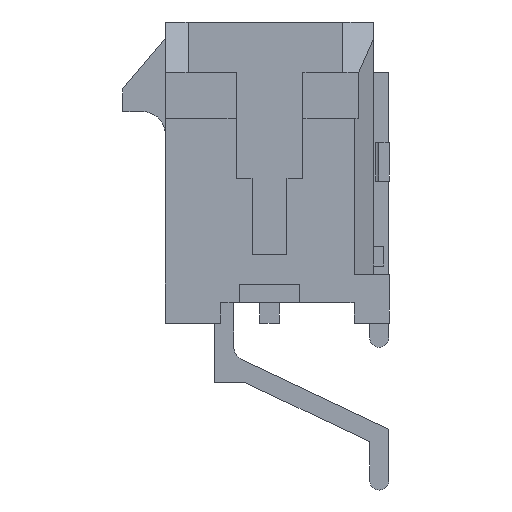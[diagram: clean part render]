
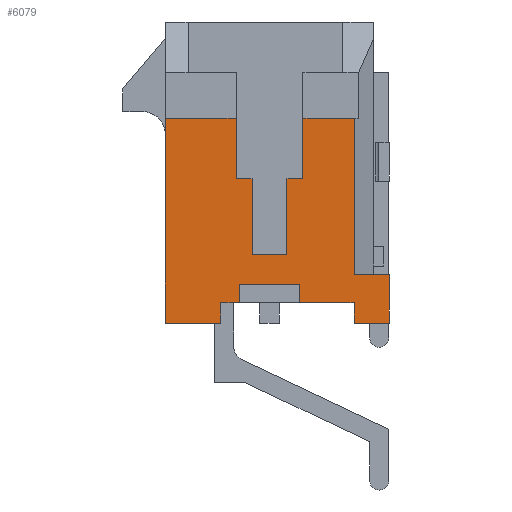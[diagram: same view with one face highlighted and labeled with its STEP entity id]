
A CAD part, left-side view. The second image highlights one B-rep face of the part: STEP entity #6079.
In plain terms, the highlighted planar face has unit normal (-1, 0, 0).
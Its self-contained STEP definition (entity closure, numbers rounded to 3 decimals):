
#1239=DIRECTION('',(0.,0.,-1.));
#1240=VECTOR('',#1239,1.98);
#1241=CARTESIAN_POINT('',(-6.575,-1.1,1.785));
#1242=LINE('',#1241,#1240);
#1243=DIRECTION('',(0.,1.,0.));
#1244=VECTOR('',#1243,1.698);
#1245=CARTESIAN_POINT('',(-6.575,-2.798,1.785));
#1246=LINE('',#1245,#1244);
#1247=DIRECTION('',(0.,0.,-1.));
#1248=VECTOR('',#1247,5.14);
#1249=CARTESIAN_POINT('',(-6.575,-2.798,1.785));
#1250=LINE('',#1249,#1248);
#1251=DIRECTION('',(0.,1.,0.));
#1252=VECTOR('',#1251,1.142);
#1253=CARTESIAN_POINT('',(-6.575,-3.94,-3.355));
#1254=LINE('',#1253,#1252);
#1255=DIRECTION('',(0.,0.,1.));
#1256=VECTOR('',#1255,1.6);
#1257=CARTESIAN_POINT('',(-6.575,-3.94,-4.955));
#1258=LINE('',#1257,#1256);
#1259=DIRECTION('',(0.,-1.,0.));
#1260=VECTOR('',#1259,1.16);
#1261=CARTESIAN_POINT('',(-6.575,-2.78,-4.955));
#1262=LINE('',#1261,#1260);
#1263=DIRECTION('',(0.,0.,-1.));
#1264=VECTOR('',#1263,0.67);
#1265=CARTESIAN_POINT('',(-6.575,-2.78,-4.285));
#1266=LINE('',#1265,#1264);
#1267=DIRECTION('',(0.,-1.,0.));
#1268=VECTOR('',#1267,1.78);
#1269=CARTESIAN_POINT('',(-6.575,-1.,-4.285));
#1270=LINE('',#1269,#1268);
#1271=DIRECTION('',(0.,0.,-1.));
#1272=VECTOR('',#1271,0.6);
#1273=CARTESIAN_POINT('',(-6.575,-1.,-3.685));
#1274=LINE('',#1273,#1272);
#1275=DIRECTION('',(0.,-1.,0.));
#1276=VECTOR('',#1275,2.);
#1277=CARTESIAN_POINT('',(-6.575,1.,-3.685));
#1278=LINE('',#1277,#1276);
#1279=DIRECTION('',(0.,0.,1.));
#1280=VECTOR('',#1279,0.6);
#1281=CARTESIAN_POINT('',(-6.575,1.,-4.285));
#1282=LINE('',#1281,#1280);
#1283=DIRECTION('',(0.,-1.,0.));
#1284=VECTOR('',#1283,0.6);
#1285=CARTESIAN_POINT('',(-6.575,1.6,-4.285));
#1286=LINE('',#1285,#1284);
#1287=DIRECTION('',(0.,0.,1.));
#1288=VECTOR('',#1287,0.67);
#1289=CARTESIAN_POINT('',(-6.575,1.6,-4.955));
#1290=LINE('',#1289,#1288);
#1291=DIRECTION('',(0.,-1.,0.));
#1292=VECTOR('',#1291,1.83);
#1293=CARTESIAN_POINT('',(-6.575,3.43,-4.955));
#1294=LINE('',#1293,#1292);
#1295=DIRECTION('',(0.,0.,-1.));
#1296=VECTOR('',#1295,6.74);
#1297=CARTESIAN_POINT('',(-6.575,3.43,1.785));
#1298=LINE('',#1297,#1296);
#1299=DIRECTION('',(0.,1.,0.));
#1300=VECTOR('',#1299,2.33);
#1301=CARTESIAN_POINT('',(-6.575,1.1,1.785));
#1302=LINE('',#1301,#1300);
#1303=DIRECTION('',(0.,0.,-1.));
#1304=VECTOR('',#1303,1.98);
#1305=CARTESIAN_POINT('',(-6.575,1.1,1.785));
#1306=LINE('',#1305,#1304);
#1307=DIRECTION('',(0.,1.,0.));
#1308=VECTOR('',#1307,0.525);
#1309=CARTESIAN_POINT('',(-6.575,0.575,-0.195));
#1310=LINE('',#1309,#1308);
#1311=DIRECTION('',(0.,0.,1.));
#1312=VECTOR('',#1311,2.5);
#1313=CARTESIAN_POINT('',(-6.575,0.575,-2.695));
#1314=LINE('',#1313,#1312);
#1315=DIRECTION('',(0.,1.,0.));
#1316=VECTOR('',#1315,1.15);
#1317=CARTESIAN_POINT('',(-6.575,-0.575,-2.695));
#1318=LINE('',#1317,#1316);
#1319=DIRECTION('',(0.,0.,-1.));
#1320=VECTOR('',#1319,2.5);
#1321=CARTESIAN_POINT('',(-6.575,-0.575,-0.195));
#1322=LINE('',#1321,#1320);
#1323=DIRECTION('',(0.,1.,0.));
#1324=VECTOR('',#1323,0.525);
#1325=CARTESIAN_POINT('',(-6.575,-1.1,-0.195));
#1326=LINE('',#1325,#1324);
#3581=CARTESIAN_POINT('',(-6.575,1.,-4.285));
#3582=VERTEX_POINT('',#3581);
#3583=CARTESIAN_POINT('',(-6.575,-1.,-4.285));
#3584=VERTEX_POINT('',#3583);
#3585=CARTESIAN_POINT('',(-6.575,1.,-3.685));
#3586=VERTEX_POINT('',#3585);
#3587=CARTESIAN_POINT('',(-6.575,-1.,-3.685));
#3588=VERTEX_POINT('',#3587);
#3637=CARTESIAN_POINT('',(-6.575,-1.1,-0.195));
#3638=VERTEX_POINT('',#3637);
#3639=CARTESIAN_POINT('',(-6.575,-0.575,-0.195));
#3640=VERTEX_POINT('',#3639);
#3641=CARTESIAN_POINT('',(-6.575,0.575,-0.195));
#3642=VERTEX_POINT('',#3641);
#3643=CARTESIAN_POINT('',(-6.575,1.1,-0.195));
#3644=VERTEX_POINT('',#3643);
#3945=CARTESIAN_POINT('',(-6.575,-0.575,-2.695));
#3946=VERTEX_POINT('',#3945);
#3947=CARTESIAN_POINT('',(-6.575,0.575,-2.695));
#3948=VERTEX_POINT('',#3947);
#4215=CARTESIAN_POINT('',(-6.575,-2.78,-4.285));
#4216=CARTESIAN_POINT('',(-6.575,-2.78,-4.955));
#4217=VERTEX_POINT('',#4215);
#4218=VERTEX_POINT('',#4216);
#4219=CARTESIAN_POINT('',(-6.575,-3.94,-4.955));
#4220=VERTEX_POINT('',#4219);
#4221=CARTESIAN_POINT('',(-6.575,3.43,1.785));
#4222=CARTESIAN_POINT('',(-6.575,3.43,-4.955));
#4223=VERTEX_POINT('',#4221);
#4224=VERTEX_POINT('',#4222);
#4225=CARTESIAN_POINT('',(-6.575,1.6,-4.955));
#4226=VERTEX_POINT('',#4225);
#4227=CARTESIAN_POINT('',(-6.575,1.6,-4.285));
#4228=VERTEX_POINT('',#4227);
#4235=CARTESIAN_POINT('',(-6.575,-1.1,1.785));
#4236=VERTEX_POINT('',#4235);
#4237=CARTESIAN_POINT('',(-6.575,1.1,1.785));
#4238=VERTEX_POINT('',#4237);
#4247=CARTESIAN_POINT('',(-6.575,-2.798,-3.355));
#4248=VERTEX_POINT('',#4247);
#4253=CARTESIAN_POINT('',(-6.575,-3.94,-3.355));
#4254=VERTEX_POINT('',#4253);
#4255=CARTESIAN_POINT('',(-6.575,-2.798,1.785));
#4256=VERTEX_POINT('',#4255);
#6035=CARTESIAN_POINT('',(-6.575,0.,0.));
#6036=DIRECTION('',(-1.,0.,0.));
#6037=DIRECTION('',(0.,1.,0.));
#6038=AXIS2_PLACEMENT_3D('',#6035,#6036,#6037);
#6039=PLANE('',#6038);
#6041=ORIENTED_EDGE('',*,*,#6040,.F.);
#6043=ORIENTED_EDGE('',*,*,#6042,.F.);
#6045=ORIENTED_EDGE('',*,*,#6044,.T.);
#6047=ORIENTED_EDGE('',*,*,#6046,.F.);
#6049=ORIENTED_EDGE('',*,*,#6048,.F.);
#6051=ORIENTED_EDGE('',*,*,#6050,.F.);
#6053=ORIENTED_EDGE('',*,*,#6052,.F.);
#6054=ORIENTED_EDGE('',*,*,#4881,.F.);
#6056=ORIENTED_EDGE('',*,*,#6055,.F.);
#6058=ORIENTED_EDGE('',*,*,#6057,.F.);
#6060=ORIENTED_EDGE('',*,*,#6059,.F.);
#6061=ORIENTED_EDGE('',*,*,#4873,.F.);
#6062=ORIENTED_EDGE('',*,*,#4849,.F.);
#6063=ORIENTED_EDGE('',*,*,#4789,.F.);
#6065=ORIENTED_EDGE('',*,*,#6064,.F.);
#6067=ORIENTED_EDGE('',*,*,#6066,.F.);
#6069=ORIENTED_EDGE('',*,*,#6068,.T.);
#6071=ORIENTED_EDGE('',*,*,#6070,.F.);
#6072=ORIENTED_EDGE('',*,*,#6028,.F.);
#6073=ORIENTED_EDGE('',*,*,#5914,.F.);
#6074=ORIENTED_EDGE('',*,*,#5985,.F.);
#6076=ORIENTED_EDGE('',*,*,#6075,.F.);
#6077=EDGE_LOOP('',(#6041,#6043,#6045,#6047,#6049,#6051,#6053,#6054,#6056,#6058,
#6060,#6061,#6062,#6063,#6065,#6067,#6069,#6071,#6072,#6073,#6074,#6076));
#6078=FACE_OUTER_BOUND('',#6077,.F.);
#6079=ADVANCED_FACE('',(#6078),#6039,.T.);
#4789=EDGE_CURVE('',#4224,#4226,#1294,.T.);
#4849=EDGE_CURVE('',#4226,#4228,#1290,.T.);
#4873=EDGE_CURVE('',#4228,#3582,#1286,.T.);
#4881=EDGE_CURVE('',#3584,#4217,#1270,.T.);
#5914=EDGE_CURVE('',#3946,#3948,#1318,.T.);
#5985=EDGE_CURVE('',#3640,#3946,#1322,.T.);
#6028=EDGE_CURVE('',#3948,#3642,#1314,.T.);
#6040=EDGE_CURVE('',#4236,#3638,#1242,.T.);
#6042=EDGE_CURVE('',#4256,#4236,#1246,.T.);
#6044=EDGE_CURVE('',#4256,#4248,#1250,.T.);
#6046=EDGE_CURVE('',#4254,#4248,#1254,.T.);
#6048=EDGE_CURVE('',#4220,#4254,#1258,.T.);
#6050=EDGE_CURVE('',#4218,#4220,#1262,.T.);
#6052=EDGE_CURVE('',#4217,#4218,#1266,.T.);
#6055=EDGE_CURVE('',#3588,#3584,#1274,.T.);
#6057=EDGE_CURVE('',#3586,#3588,#1278,.T.);
#6059=EDGE_CURVE('',#3582,#3586,#1282,.T.);
#6064=EDGE_CURVE('',#4223,#4224,#1298,.T.);
#6066=EDGE_CURVE('',#4238,#4223,#1302,.T.);
#6068=EDGE_CURVE('',#4238,#3644,#1306,.T.);
#6070=EDGE_CURVE('',#3642,#3644,#1310,.T.);
#6075=EDGE_CURVE('',#3638,#3640,#1326,.T.);
